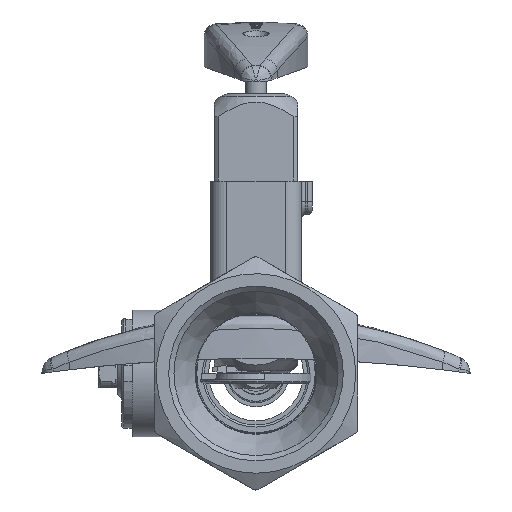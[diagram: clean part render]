
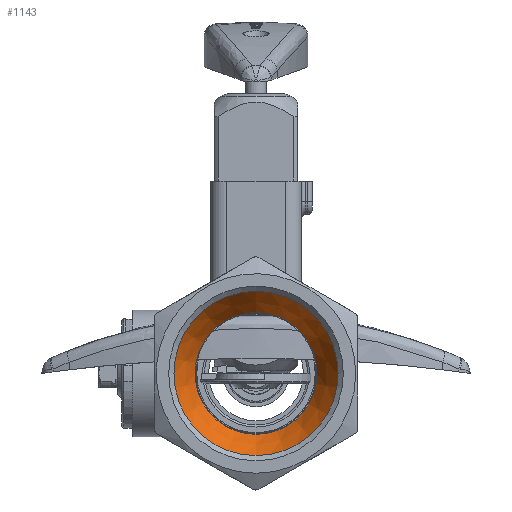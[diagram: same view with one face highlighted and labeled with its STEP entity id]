
A CAD part, front view. The second image highlights one B-rep face of the part: STEP entity #1143.
In plain terms, the highlighted conical face has half-angle 30 degrees and reference radius 19.75 mm.
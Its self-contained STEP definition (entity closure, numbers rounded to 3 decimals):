
#1143 = ADVANCED_FACE( '', ( #2892, #2893 ), #2894, .F. );
#2892 = FACE_BOUND( '', #5617, .T. );
#2893 = FACE_OUTER_BOUND( '', #5618, .T. );
#2894 = CONICAL_SURFACE( '', #5619, 19.75, 0.524 );
#5617 = EDGE_LOOP( '', ( #10179 ) );
#5618 = EDGE_LOOP( '', ( #10180 ) );
#5619 = AXIS2_PLACEMENT_3D( '', #10181, #10182, #10183 );
#10179 = ORIENTED_EDGE( '', *, *, #16300, .F. );
#10180 = ORIENTED_EDGE( '', *, *, #16301, .T. );
#10181 = CARTESIAN_POINT( '', ( 0., -58.5, 0. ) );
#10182 = DIRECTION( '', ( 0., -1., 0. ) );
#10183 = DIRECTION( '', ( 0., 0., -1. ) );
#16300 = EDGE_CURVE( '', #19373, #19373, #19374, .T. );
#16301 = EDGE_CURVE( '', #19375, #19375, #19376, .T. );
#19373 = VERTEX_POINT( '', #25871 );
#19374 = CIRCLE( '', #25872, 14.65 );
#19375 = VERTEX_POINT( '', #25873 );
#19376 = CIRCLE( '', #25874, 19.75 );
#25871 = CARTESIAN_POINT( '', ( 0., -49.667, -14.65 ) );
#25872 = AXIS2_PLACEMENT_3D( '', #33068, #33069, #33070 );
#25873 = CARTESIAN_POINT( '', ( 0., -58.5, -19.75 ) );
#25874 = AXIS2_PLACEMENT_3D( '', #33071, #33072, #33073 );
#33068 = CARTESIAN_POINT( '', ( 0., -49.667, 0. ) );
#33069 = DIRECTION( '', ( 0., -1., 0. ) );
#33070 = DIRECTION( '', ( 0., 0., -1. ) );
#33071 = CARTESIAN_POINT( '', ( 0., -58.5, 0. ) );
#33072 = DIRECTION( '', ( 0., -1., 0. ) );
#33073 = DIRECTION( '', ( 0., 0., -1. ) );
